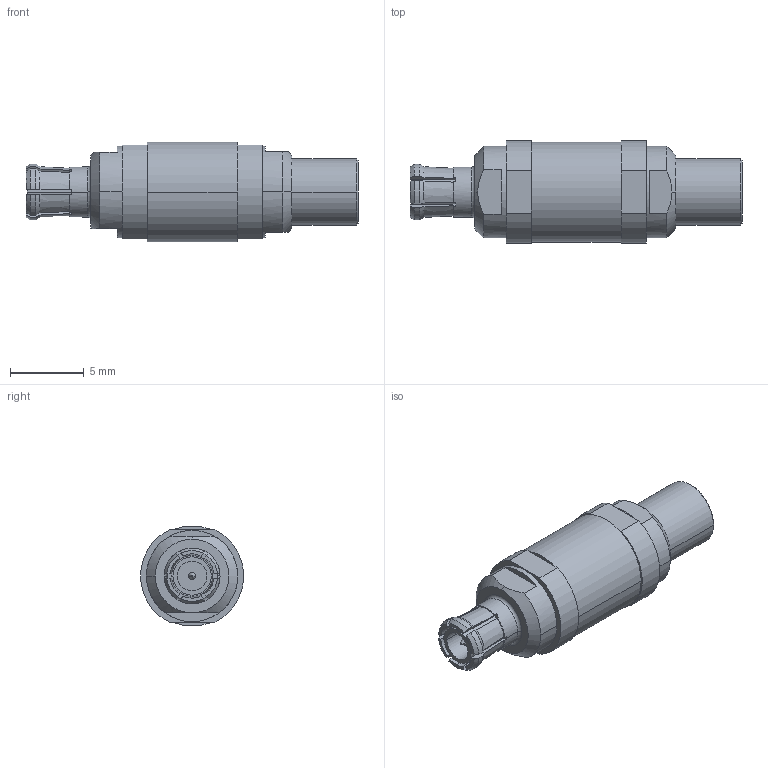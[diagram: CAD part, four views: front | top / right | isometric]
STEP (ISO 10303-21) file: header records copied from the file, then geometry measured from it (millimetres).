
FILE_DESCRIPTION (( 'STEP AP214' ), '1' );
FILE_NAME ('SD8269_3D.STEP', '2022-01-26T17:43:20', ( '' ), ( '' ), 'SwSTEP 2.0', 'SolidWorks 2021', '' );
FILE_SCHEMA (( 'AUTOMOTIVE_DESIGN' ));
Length unit declared in the file: inch
Products named in the file (4): SD8269_3D; DC-DF^SD8269; FAT-PFM5PF5-3^SD8269; DC-DM^SD8269
Assembly tree (3 placements, depth 2):
  SD8269_3D
    DC-DM^SD8269
    FAT-PFM5PF5-3^SD8269
    DC-DF^SD8269
Bounding box: 22.55 x 6.99 x 6.78 mm (x, y, z)
Volume: 619.6 mm3; surface area: 817.1 mm2
Topology: 3 solids, 3 shells, 159 faces, 383 edges, 239 vertices
Faces by surface type: plane 65, cone 48, cylinder 44, torus 2
Entity records: 4999 total; most frequent: CARTESIAN_POINT 1082, DIRECTION 833, ORIENTED_EDGE 766, EDGE_CURVE 383, AXIS2_PLACEMENT_3D 340, VERTEX_POINT 239, CIRCLE 175, EDGE_LOOP 168
